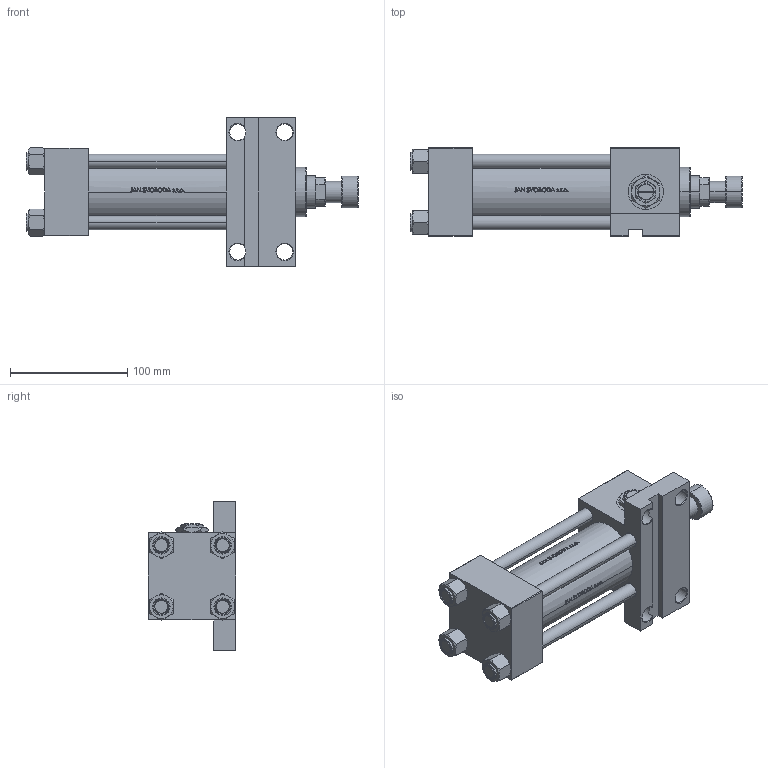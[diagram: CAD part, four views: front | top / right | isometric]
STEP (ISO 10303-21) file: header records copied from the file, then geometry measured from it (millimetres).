
FILE_DESCRIPTION (( 'STEP AP203' ), '1' );
FILE_NAME ('7c75.STEP', '2022-04-16T01:49:04', ( '' ), ( '' ), 'SwSTEP 2.0', 'SolidWorks 2019', '' );
FILE_SCHEMA (( 'CONFIG_CONTROL_DESIGN' ));
Length unit declared in the file: millimetre
Products named in the file (8): V215CR_ROD_END_F cdba259070c2fe54b89d8d2edfeb4df9; V215CR_VCP_F cdba259070c2fe54b89d8d2edfeb4df9; NUT_M5_F cdba259070c2fe54b89d8d2edfeb4df9; V215_VC_A cdba259070c2fe54b89d8d2edfeb4df9; 7c75; V215CR_F_Body cdba259070c2fe54b89d8d2edfeb4df9; V215CR_F_TYCINKA cdba259070c2fe54b89d8d2edfeb4df9; Zatka_pro_OIL_PORT cdba259070c2fe54b89d8d2edfeb4df9
Assembly tree (13 placements, depth 2):
  7c75
    V215CR_F_Body cdba259070c2fe54b89d8d2edfeb4df9
    V215CR_VCP_F cdba259070c2fe54b89d8d2edfeb4df9
    V215CR_F_TYCINKA cdba259070c2fe54b89d8d2edfeb4df9  x4
    NUT_M5_F cdba259070c2fe54b89d8d2edfeb4df9  x4
    V215_VC_A cdba259070c2fe54b89d8d2edfeb4df9
    V215CR_ROD_END_F cdba259070c2fe54b89d8d2edfeb4df9
    Zatka_pro_OIL_PORT cdba259070c2fe54b89d8d2edfeb4df9
Bounding box: 283 x 75 x 127 mm (x, y, z)
Volume: 816493.4 mm3; surface area: 199454.1 mm2
Topology: 13 solids, 13 shells, 1177 faces, 2960 edges, 1897 vertices
Faces by surface type: plane 467, bspline 380, cone 174, cylinder 144, torus 12
Entity records: 50505 total; most frequent: CARTESIAN_POINT 26692, ORIENTED_EDGE 5412, DIRECTION 3466, EDGE_CURVE 2706, VERTEX_POINT 1753, LINE 1370, VECTOR 1370, EDGE_LOOP 1167
